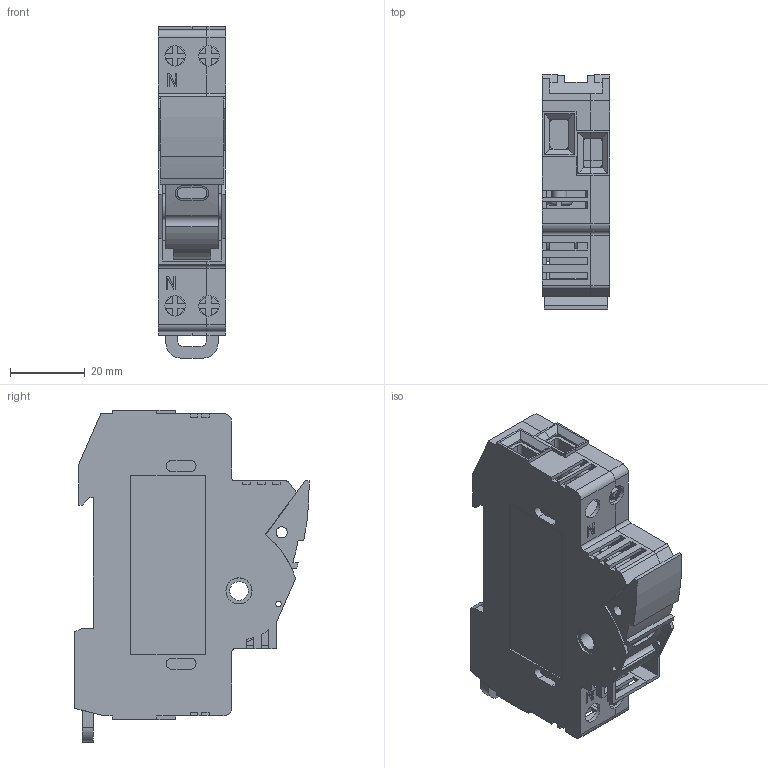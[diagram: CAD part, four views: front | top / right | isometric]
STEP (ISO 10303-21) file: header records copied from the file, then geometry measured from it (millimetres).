
FILE_DESCRIPTION((''),'2;1');
FILE_NAME('31273000.stp','2014-03-27T11:51:46',('AloisWeiner'),(''),'Autodesk Inventor 2013','Autodesk Inventor 2013','');
FILE_SCHEMA(('AUTOMOTIVE_DESIGN { 1 0 10303 214 1 1 1 1 }'));
Length unit declared in the file: millimetre
Products named in the file (6): 31273000; 79630000L; 79630000R; 79632000; 79612000; 30324000
Assembly tree (8 placements, depth 2):
  31273000
    79630000L
    79630000R
    79632000
    79612000
    30324000  x4
Bounding box: 18 x 62.82 x 89 mm (x, y, z)
Volume: 32936.9 mm3; surface area: 33224.6 mm2
Topology: 8 solids, 8 shells, 561 faces, 1615 edges, 1066 vertices
Faces by surface type: plane 457, cylinder 96, torus 8
Full cylindrical faces by diameter (mm): 1.5 x2, 3 x1, 4 x5, 5 x1, 5.5 x2, 7 x8, 14 x1, 16 x1
Entity records: 14797 total; most frequent: CARTESIAN_POINT 2760, ORIENTED_EDGE 2540, DIRECTION 2320, EDGE_CURVE 1270, VECTOR 1100, LINE 1100, VERTEX_POINT 844, AXIS2_PLACEMENT_3D 610
